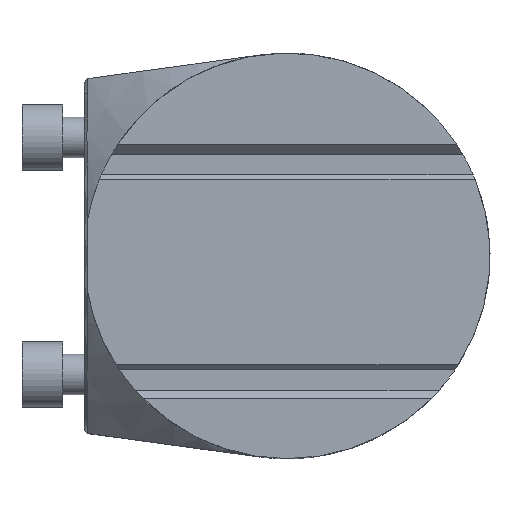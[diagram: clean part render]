
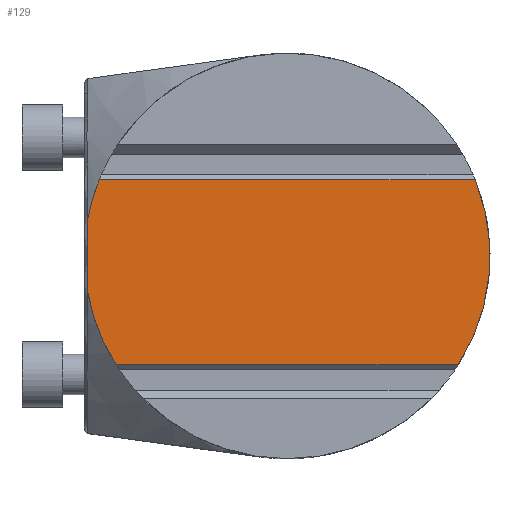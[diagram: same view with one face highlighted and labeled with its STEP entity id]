
A CAD part, top view. The second image highlights one B-rep face of the part: STEP entity #129.
In plain terms, the highlighted planar face has unit normal (0, 0, 1).
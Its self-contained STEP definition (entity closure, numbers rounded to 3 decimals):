
#129=ADVANCED_FACE('',(#207),#174,.F.);
#174=PLANE('',#883);
#207=FACE_OUTER_BOUND('',#243,.T.);
#243=EDGE_LOOP('',(#382,#383,#384,#385,#386,#387));
#382=ORIENTED_EDGE('',*,*,#584,.F.);
#383=ORIENTED_EDGE('',*,*,#638,.T.);
#384=ORIENTED_EDGE('',*,*,#600,.F.);
#385=ORIENTED_EDGE('',*,*,#639,.F.);
#386=ORIENTED_EDGE('',*,*,#592,.F.);
#387=ORIENTED_EDGE('',*,*,#637,.T.);
#511=VERTEX_POINT('',#1231);
#512=VERTEX_POINT('',#1233);
#519=VERTEX_POINT('',#1247);
#520=VERTEX_POINT('',#1249);
#527=VERTEX_POINT('',#1263);
#528=VERTEX_POINT('',#1265);
#584=EDGE_CURVE('',#511,#512,#683,.T.);
#592=EDGE_CURVE('',#519,#520,#686,.T.);
#600=EDGE_CURVE('',#527,#528,#690,.T.);
#637=EDGE_CURVE('',#519,#512,#750,.T.);
#638=EDGE_CURVE('',#511,#528,#751,.T.);
#639=EDGE_CURVE('',#520,#527,#752,.T.);
#683=CIRCLE('',#841,40.);
#686=CIRCLE('',#849,40.);
#690=CIRCLE('',#857,40.);
#750=LINE('',#1392,#784);
#751=LINE('',#1394,#785);
#752=LINE('',#1395,#786);
#784=VECTOR('',#1062,1.);
#785=VECTOR('',#1065,1.);
#786=VECTOR('',#1066,1.);
#841=AXIS2_PLACEMENT_3D('',#1232,#969,#970);
#849=AXIS2_PLACEMENT_3D('',#1248,#985,#986);
#857=AXIS2_PLACEMENT_3D('',#1264,#1001,#1002);
#883=AXIS2_PLACEMENT_3D('',#1396,#1067,#1068);
#969=DIRECTION('',(0.,0.,-1.));
#970=DIRECTION('',(0.,-1.,0.));
#985=DIRECTION('',(0.,0.,-1.));
#986=DIRECTION('',(0.,-1.,0.));
#1001=DIRECTION('',(0.,0.,-1.));
#1002=DIRECTION('',(0.,-1.,0.));
#1062=DIRECTION('',(-1.,0.,0.));
#1065=DIRECTION('',(0.,-1.,0.));
#1066=DIRECTION('',(-1.,0.,0.));
#1067=DIRECTION('',(0.,0.,-1.));
#1068=DIRECTION('',(0.,-1.,0.));
#1231=CARTESIAN_POINT('',(-39.325,7.317,0.));
#1232=CARTESIAN_POINT('',(0.,0.,0.));
#1233=CARTESIAN_POINT('',(-37.081,15.,0.));
#1247=CARTESIAN_POINT('',(37.081,15.,0.));
#1248=CARTESIAN_POINT('',(0.,0.,0.));
#1249=CARTESIAN_POINT('',(33.731,-21.5,0.));
#1263=CARTESIAN_POINT('',(-33.731,-21.5,0.));
#1264=CARTESIAN_POINT('',(0.,0.,0.));
#1265=CARTESIAN_POINT('',(-39.325,-7.317,0.));
#1392=CARTESIAN_POINT('',(50.,15.,0.));
#1394=CARTESIAN_POINT('',(-39.325,14.675,0.));
#1395=CARTESIAN_POINT('',(50.,-21.5,0.));
#1396=CARTESIAN_POINT('',(50.,14.675,0.));
